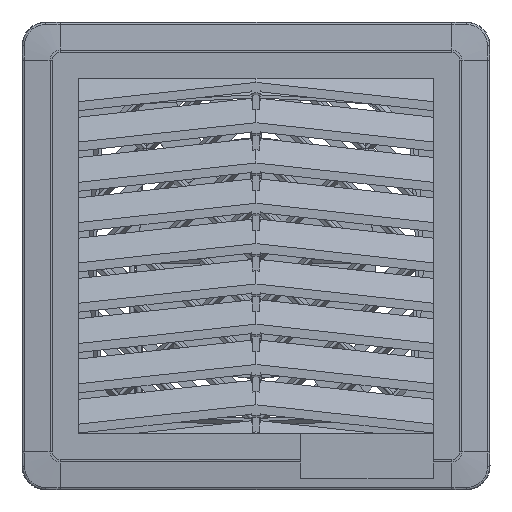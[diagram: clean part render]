
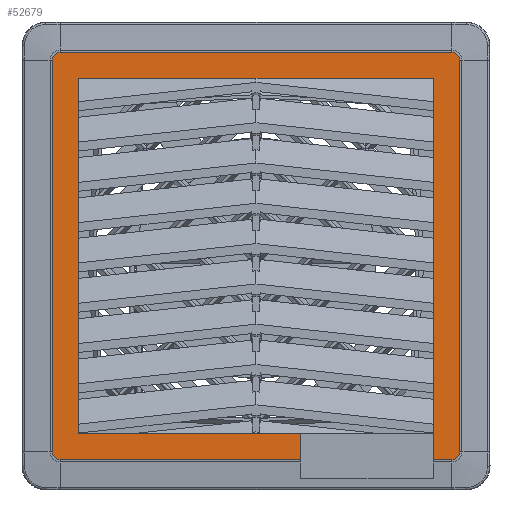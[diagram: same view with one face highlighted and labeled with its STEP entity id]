
A CAD part, front view. The second image highlights one B-rep face of the part: STEP entity #52679.
In plain terms, the highlighted planar face has unit normal (0, -1, 0).
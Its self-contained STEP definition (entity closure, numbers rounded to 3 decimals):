
#46122=DIRECTION('',(0.,0.,1.));
#46123=VECTOR('',#46122,89.186);
#46124=CARTESIAN_POINT('',(-46.345,-23.219,
-44.1));
#46125=LINE('',#46124,#46123);
#46136=DIRECTION('',(1.,0.,0.));
#46137=VECTOR('',#46136,80.719);
#46138=CARTESIAN_POINT('',(-40.359,-23.219,
40.904));
#46139=LINE('',#46138,#46137);
#46143=CARTESIAN_POINT('',(-44.593,-23.219,
-44.1));
#46144=DIRECTION('',(0.,-1.,0.));
#46145=DIRECTION('',(-1.,0.,0.));
#46146=AXIS2_PLACEMENT_3D('',#46143,#46144,#46145);
#46151=CARTESIAN_POINT('',(-44.593,-23.219,
45.087));
#46152=DIRECTION('',(0.,-1.,0.));
#46153=DIRECTION('',(0.,0.,1.));
#46154=AXIS2_PLACEMENT_3D('',#46151,#46152,#46153);
#46159=CARTESIAN_POINT('',(44.593,-23.219,
45.087));
#46160=DIRECTION('',(0.,-1.,0.));
#46161=DIRECTION('',(1.,0.,0.));
#46162=AXIS2_PLACEMENT_3D('',#46159,#46160,#46161);
#46167=CARTESIAN_POINT('',(44.593,-23.219,
-44.1));
#46168=DIRECTION('',(0.,-1.,0.));
#46169=DIRECTION('',(0.,0.,-1.));
#46170=AXIS2_PLACEMENT_3D('',#46167,#46168,#46169);
#46250=DIRECTION('',(0.,0.,1.));
#46251=VECTOR('',#46250,86.756);
#46252=CARTESIAN_POINT('',(40.359,-23.219,
-45.851));
#46253=LINE('',#46252,#46251);
#46681=DIRECTION('',(0.,0.,-1.));
#46682=VECTOR('',#46681,80.822);
#46683=CARTESIAN_POINT('',(-40.359,-23.219,
40.904));
#46684=LINE('',#46683,#46682);
#47086=DIRECTION('',(0.,0.,-1.));
#47087=VECTOR('',#47086,5.934);
#47088=CARTESIAN_POINT('',(10.159,-23.219,
-39.917));
#47089=LINE('',#47088,#47087);
#47114=DIRECTION('',(-1.,0.,0.));
#47115=VECTOR('',#47114,54.752);
#47116=CARTESIAN_POINT('',(10.159,-23.219,
-45.851));
#47117=LINE('',#47116,#47115);
#47128=DIRECTION('',(-1.,0.,0.));
#47129=VECTOR('',#47128,4.234);
#47130=CARTESIAN_POINT('',(44.593,-23.219,
-45.851));
#47131=LINE('',#47130,#47129);
#47265=DIRECTION('',(1.,0.,0.));
#47266=VECTOR('',#47265,89.186);
#47267=CARTESIAN_POINT('',(-44.593,-23.219,
46.838));
#47268=LINE('',#47267,#47266);
#47296=DIRECTION('',(0.,0.,-1.));
#47297=VECTOR('',#47296,89.186);
#47298=CARTESIAN_POINT('',(46.345,-23.219,
45.087));
#47299=LINE('',#47298,#47297);
#48572=DIRECTION('',(1.,0.,0.));
#48573=VECTOR('',#48572,50.519);
#48574=CARTESIAN_POINT('',(-40.359,-23.219,
-39.917));
#48575=LINE('',#48574,#48573);
#51603=CARTESIAN_POINT('',(10.159,-23.219,
-39.917));
#51604=VERTEX_POINT('',#51603);
#51605=CARTESIAN_POINT('',(10.159,-23.219,
-45.851));
#51606=VERTEX_POINT('',#51605);
#51783=CARTESIAN_POINT('',(-46.345,-23.219,
-44.1));
#51785=VERTEX_POINT('',#51783);
#51788=CARTESIAN_POINT('',(-44.593,-23.219,
-45.851));
#51790=VERTEX_POINT('',#51788);
#51838=CARTESIAN_POINT('',(-46.345,-23.219,
45.087));
#51839=VERTEX_POINT('',#51838);
#51840=CARTESIAN_POINT('',(-44.593,-23.219,
46.838));
#51841=VERTEX_POINT('',#51840);
#51842=CARTESIAN_POINT('',(44.593,-23.219,
46.838));
#51843=VERTEX_POINT('',#51842);
#51844=CARTESIAN_POINT('',(46.345,-23.219,
45.087));
#51845=VERTEX_POINT('',#51844);
#51846=CARTESIAN_POINT('',(46.345,-23.219,
-44.1));
#51847=VERTEX_POINT('',#51846);
#51848=CARTESIAN_POINT('',(44.593,-23.219,
-45.851));
#51849=VERTEX_POINT('',#51848);
#51851=CARTESIAN_POINT('',(40.359,-23.219,
-45.851));
#51853=VERTEX_POINT('',#51851);
#51900=CARTESIAN_POINT('',(40.359,-23.219,
40.904));
#51901=VERTEX_POINT('',#51900);
#51902=CARTESIAN_POINT('',(-40.359,-23.219,
40.904));
#51903=VERTEX_POINT('',#51902);
#51904=CARTESIAN_POINT('',(-40.359,-23.219,
-39.917));
#51905=VERTEX_POINT('',#51904);
#52646=CARTESIAN_POINT('',(-47.272,-23.219,
47.765));
#52647=DIRECTION('',(0.,-1.,0.));
#52648=DIRECTION('',(1.,0.,0.));
#52649=AXIS2_PLACEMENT_3D('',#52646,#52647,#52648);
#52650=PLANE('',#52649);
#52652=ORIENTED_EDGE('',*,*,#52651,.F.);
#52654=ORIENTED_EDGE('',*,*,#52653,.T.);
#52656=ORIENTED_EDGE('',*,*,#52655,.T.);
#52658=ORIENTED_EDGE('',*,*,#52657,.T.);
#52660=ORIENTED_EDGE('',*,*,#52659,.T.);
#52661=ORIENTED_EDGE('',*,*,#52625,.F.);
#52662=ORIENTED_EDGE('',*,*,#52637,.T.);
#52664=ORIENTED_EDGE('',*,*,#52663,.F.);
#52666=ORIENTED_EDGE('',*,*,#52665,.T.);
#52668=ORIENTED_EDGE('',*,*,#52667,.F.);
#52670=ORIENTED_EDGE('',*,*,#52669,.T.);
#52672=ORIENTED_EDGE('',*,*,#52671,.F.);
#52674=ORIENTED_EDGE('',*,*,#52673,.T.);
#52676=ORIENTED_EDGE('',*,*,#52675,.T.);
#52677=EDGE_LOOP('',(#52652,#52654,#52656,#52658,#52660,#52661,#52662,#52664,
#52666,#52668,#52670,#52672,#52674,#52676));
#52678=FACE_OUTER_BOUND('',#52677,.F.);
#52679=ADVANCED_FACE('',(#52678),#52650,.T.);
#46147=CIRCLE('',#46146,1.752);
#46155=CIRCLE('',#46154,1.752);
#46163=CIRCLE('',#46162,1.752);
#46171=CIRCLE('',#46170,1.752);
#52625=EDGE_CURVE('',#51785,#51790,#46147,.T.);
#52637=EDGE_CURVE('',#51785,#51839,#46125,.T.);
#52651=EDGE_CURVE('',#51903,#51901,#46139,.T.);
#52653=EDGE_CURVE('',#51903,#51905,#46684,.T.);
#52655=EDGE_CURVE('',#51905,#51604,#48575,.T.);
#52657=EDGE_CURVE('',#51604,#51606,#47089,.T.);
#52659=EDGE_CURVE('',#51606,#51790,#47117,.T.);
#52663=EDGE_CURVE('',#51841,#51839,#46155,.T.);
#52665=EDGE_CURVE('',#51841,#51843,#47268,.T.);
#52667=EDGE_CURVE('',#51845,#51843,#46163,.T.);
#52669=EDGE_CURVE('',#51845,#51847,#47299,.T.);
#52671=EDGE_CURVE('',#51849,#51847,#46171,.T.);
#52673=EDGE_CURVE('',#51849,#51853,#47131,.T.);
#52675=EDGE_CURVE('',#51853,#51901,#46253,.T.);
